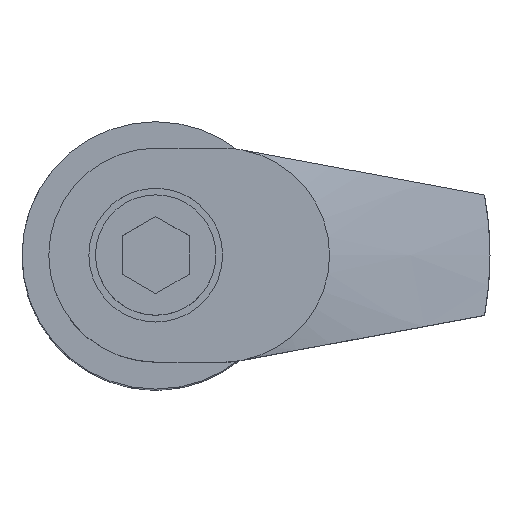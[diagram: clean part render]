
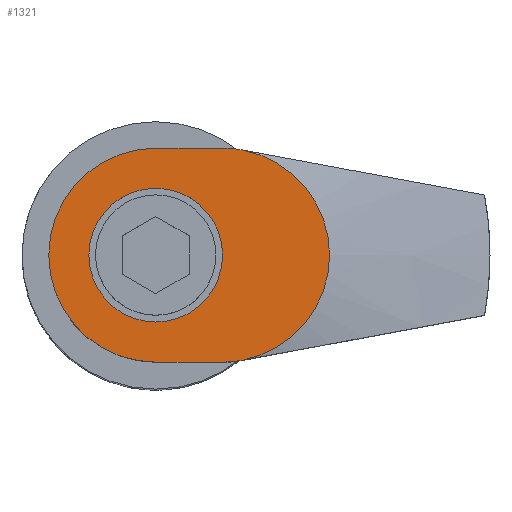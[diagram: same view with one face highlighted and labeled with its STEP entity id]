
A CAD part, top view. The second image highlights one B-rep face of the part: STEP entity #1321.
In plain terms, the highlighted planar face has unit normal (0, 0, 1).
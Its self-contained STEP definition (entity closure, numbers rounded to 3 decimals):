
#22 = DIRECTION ( 'NONE',  ( 1., 0., 0. ) ) ;
#96 = ORIENTED_EDGE ( 'NONE', *, *, #576, .T. ) ;
#132 = CARTESIAN_POINT ( 'NONE',  ( 10., 0., 57. ) ) ;
#164 = EDGE_CURVE ( 'NONE', #1576, #1246, #1960, .T. ) ;
#169 = ORIENTED_EDGE ( 'NONE', *, *, #1264, .T. ) ;
#182 = VERTEX_POINT ( 'NONE', #673 ) ;
#231 = VERTEX_POINT ( 'NONE', #1405 ) ;
#249 = AXIS2_PLACEMENT_3D ( 'NONE', #600, #948, #737 ) ;
#251 = CARTESIAN_POINT ( 'NONE',  ( 0., 16., 57. ) ) ;
#363 = CARTESIAN_POINT ( 'NONE',  ( 10., -16., 57. ) ) ;
#444 = CIRCLE ( 'NONE', #249, 10. ) ;
#470 = DIRECTION ( 'NONE',  ( 1., 0., 0. ) ) ;
#479 = DIRECTION ( 'NONE',  ( 1., 0., 0. ) ) ;
#519 = DIRECTION ( 'NONE',  ( 0., 0., 1. ) ) ;
#520 = VECTOR ( 'NONE', #822, 1000. ) ;
#522 = CIRCLE ( 'NONE', #2232, 16. ) ;
#525 = LINE ( 'NONE', #1830, #1546 ) ;
#568 = ORIENTED_EDGE ( 'NONE', *, *, #164, .F. ) ;
#576 = EDGE_CURVE ( 'NONE', #1822, #182, #1540, .T. ) ;
#584 = FACE_BOUND ( 'NONE', #1567, .T. ) ;
#600 = CARTESIAN_POINT ( 'NONE',  ( 0., 0., 57. ) ) ;
#610 = CARTESIAN_POINT ( 'NONE',  ( 10., 0., 57. ) ) ;
#622 = ORIENTED_EDGE ( 'NONE', *, *, #1398, .T. ) ;
#669 = DIRECTION ( 'NONE',  ( 1., 0., 0. ) ) ;
#673 = CARTESIAN_POINT ( 'NONE',  ( 0., 16., 57. ) ) ;
#701 = AXIS2_PLACEMENT_3D ( 'NONE', #1377, #1556, #2292 ) ;
#737 = DIRECTION ( 'NONE',  ( 1., 0., 0. ) ) ;
#739 = AXIS2_PLACEMENT_3D ( 'NONE', #2209, #2341, #1307 ) ;
#811 = EDGE_CURVE ( 'NONE', #231, #1822, #1431, .T. ) ;
#818 = ORIENTED_EDGE ( 'NONE', *, *, #1060, .T. ) ;
#822 = DIRECTION ( 'NONE',  ( -1., 0., 0. ) ) ;
#836 = VERTEX_POINT ( 'NONE', #363 ) ;
#841 = VERTEX_POINT ( 'NONE', #915 ) ;
#864 = ORIENTED_EDGE ( 'NONE', *, *, #811, .T. ) ;
#892 = AXIS2_PLACEMENT_3D ( 'NONE', #1174, #1356, #2088 ) ;
#915 = CARTESIAN_POINT ( 'NONE',  ( 12.92, -15.731, 57. ) ) ;
#919 = CARTESIAN_POINT ( 'NONE',  ( -10., 0., 57. ) ) ;
#948 = DIRECTION ( 'NONE',  ( 0., 0., 1. ) ) ;
#965 = CARTESIAN_POINT ( 'NONE',  ( 10., 16., 57. ) ) ;
#1000 = AXIS2_PLACEMENT_3D ( 'NONE', #132, #519, #669 ) ;
#1058 = CARTESIAN_POINT ( 'NONE',  ( -16., 0., 57. ) ) ;
#1060 = EDGE_CURVE ( 'NONE', #1579, #2302, #2040, .T. ) ;
#1127 = PLANE ( 'NONE',  #1652 ) ;
#1149 = EDGE_CURVE ( 'NONE', #1246, #1576, #444, .T. ) ;
#1174 = CARTESIAN_POINT ( 'NONE',  ( 0., 0., 57. ) ) ;
#1203 = EDGE_CURVE ( 'NONE', #2302, #836, #525, .T. ) ;
#1246 = VERTEX_POINT ( 'NONE', #919 ) ;
#1264 = EDGE_CURVE ( 'NONE', #182, #1579, #1776, .T. ) ;
#1294 = DIRECTION ( 'NONE',  ( 1., 0., 0. ) ) ;
#1307 = DIRECTION ( 'NONE',  ( 1., 0., 0. ) ) ;
#1321 = ADVANCED_FACE ( 'NONE', ( #2219, #584 ), #1127, .T. ) ;
#1324 = CARTESIAN_POINT ( 'NONE',  ( 0., 0., 57. ) ) ;
#1336 = DIRECTION ( 'NONE',  ( 0., 0., 1. ) ) ;
#1356 = DIRECTION ( 'NONE',  ( 0., 0., 1. ) ) ;
#1377 = CARTESIAN_POINT ( 'NONE',  ( 0., 0., 57. ) ) ;
#1398 = EDGE_CURVE ( 'NONE', #841, #231, #522, .T. ) ;
#1405 = CARTESIAN_POINT ( 'NONE',  ( 12.92, 15.731, 57. ) ) ;
#1410 = DIRECTION ( 'NONE',  ( 0., 0., 1. ) ) ;
#1431 = CIRCLE ( 'NONE', #1000, 16. ) ;
#1540 = LINE ( 'NONE', #251, #520 ) ;
#1546 = VECTOR ( 'NONE', #22, 1000. ) ;
#1556 = DIRECTION ( 'NONE',  ( 0., 0., 1. ) ) ;
#1567 = EDGE_LOOP ( 'NONE', ( #568, #1694 ) ) ;
#1576 = VERTEX_POINT ( 'NONE', #1983 ) ;
#1579 = VERTEX_POINT ( 'NONE', #1058 ) ;
#1652 = AXIS2_PLACEMENT_3D ( 'NONE', #1324, #1790, #1294 ) ;
#1694 = ORIENTED_EDGE ( 'NONE', *, *, #1149, .F. ) ;
#1739 = CARTESIAN_POINT ( 'NONE',  ( 10., 0., 57. ) ) ;
#1776 = CIRCLE ( 'NONE', #739, 16. ) ;
#1790 = DIRECTION ( 'NONE',  ( 0., 0., 1. ) ) ;
#1822 = VERTEX_POINT ( 'NONE', #965 ) ;
#1825 = CARTESIAN_POINT ( 'NONE',  ( 0., -16., 57. ) ) ;
#1830 = CARTESIAN_POINT ( 'NONE',  ( 10., -16., 57. ) ) ;
#1847 = CIRCLE ( 'NONE', #1894, 16. ) ;
#1849 = ORIENTED_EDGE ( 'NONE', *, *, #1993, .T. ) ;
#1894 = AXIS2_PLACEMENT_3D ( 'NONE', #1739, #1410, #479 ) ;
#1960 = CIRCLE ( 'NONE', #701, 10. ) ;
#1983 = CARTESIAN_POINT ( 'NONE',  ( 10., 0., 57. ) ) ;
#1993 = EDGE_CURVE ( 'NONE', #836, #841, #1847, .T. ) ;
#2028 = ORIENTED_EDGE ( 'NONE', *, *, #1203, .T. ) ;
#2040 = CIRCLE ( 'NONE', #892, 16. ) ;
#2043 = EDGE_LOOP ( 'NONE', ( #622, #864, #96, #169, #818, #2028, #1849 ) ) ;
#2088 = DIRECTION ( 'NONE',  ( 1., 0., 0. ) ) ;
#2209 = CARTESIAN_POINT ( 'NONE',  ( 0., 0., 57. ) ) ;
#2219 = FACE_OUTER_BOUND ( 'NONE', #2043, .T. ) ;
#2232 = AXIS2_PLACEMENT_3D ( 'NONE', #610, #1336, #470 ) ;
#2292 = DIRECTION ( 'NONE',  ( 1., 0., 0. ) ) ;
#2302 = VERTEX_POINT ( 'NONE', #1825 ) ;
#2341 = DIRECTION ( 'NONE',  ( 0., 0., 1. ) ) ;
